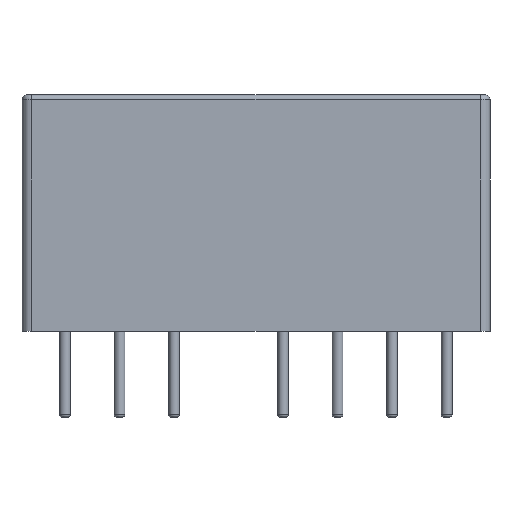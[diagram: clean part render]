
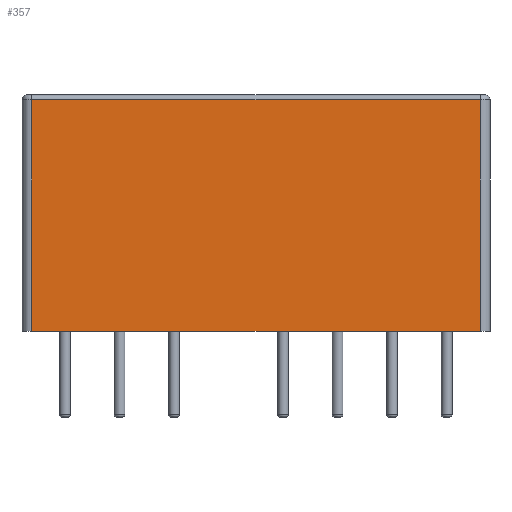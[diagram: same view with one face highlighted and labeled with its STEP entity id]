
A CAD part, front view. The second image highlights one B-rep face of the part: STEP entity #357.
In plain terms, the highlighted planar face has unit normal (0, -1, 0).
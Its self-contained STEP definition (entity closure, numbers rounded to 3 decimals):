
#152 = VERTEX_POINT('',#153);
#153 = CARTESIAN_POINT('',(19.34,-6.,0.1));
#160 = EDGE_CURVE('',#152,#161,#163,.T.);
#161 = VERTEX_POINT('',#162);
#162 = CARTESIAN_POINT('',(-1.54,-6.,0.1));
#163 = LINE('',#164,#165);
#164 = CARTESIAN_POINT('',(19.8,-6.,0.1));
#165 = VECTOR('',#166,1.);
#166 = DIRECTION('',(-1.,0.,0.));
#209 = EDGE_CURVE('',#152,#210,#212,.T.);
#210 = VERTEX_POINT('',#211);
#211 = CARTESIAN_POINT('',(19.34,-6.,10.87));
#212 = LINE('',#213,#214);
#213 = CARTESIAN_POINT('',(19.34,-6.,0.1));
#214 = VECTOR('',#215,1.);
#215 = DIRECTION('',(0.,0.,1.));
#357 = ADVANCED_FACE('',(#358),#376,.T.);
#358 = FACE_BOUND('',#359,.T.);
#359 = EDGE_LOOP('',(#360,#361,#369,#375));
#360 = ORIENTED_EDGE('',*,*,#209,.T.);
#361 = ORIENTED_EDGE('',*,*,#362,.T.);
#362 = EDGE_CURVE('',#210,#363,#365,.T.);
#363 = VERTEX_POINT('',#364);
#364 = CARTESIAN_POINT('',(-1.54,-6.,10.87));
#365 = LINE('',#366,#367);
#366 = CARTESIAN_POINT('',(19.34,-6.,10.87));
#367 = VECTOR('',#368,1.);
#368 = DIRECTION('',(-1.,0.,0.));
#369 = ORIENTED_EDGE('',*,*,#370,.F.);
#370 = EDGE_CURVE('',#161,#363,#371,.T.);
#371 = LINE('',#372,#373);
#372 = CARTESIAN_POINT('',(-1.54,-6.,0.1));
#373 = VECTOR('',#374,1.);
#374 = DIRECTION('',(0.,0.,1.));
#375 = ORIENTED_EDGE('',*,*,#160,.F.);
#376 = PLANE('',#377);
#377 = AXIS2_PLACEMENT_3D('',#378,#379,#380);
#378 = CARTESIAN_POINT('',(19.8,-6.,0.1));
#379 = DIRECTION('',(0.,-1.,0.));
#380 = DIRECTION('',(-1.,0.,0.));
